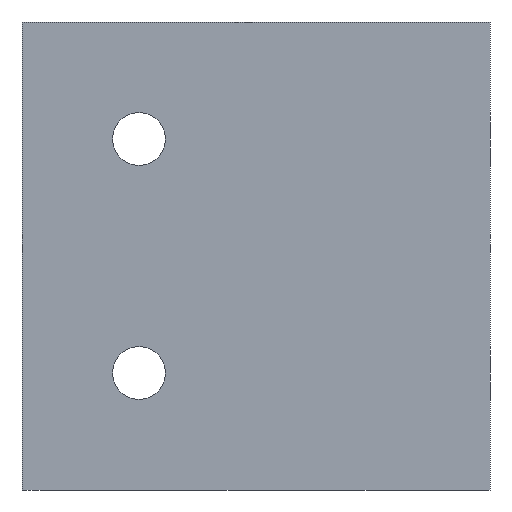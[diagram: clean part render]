
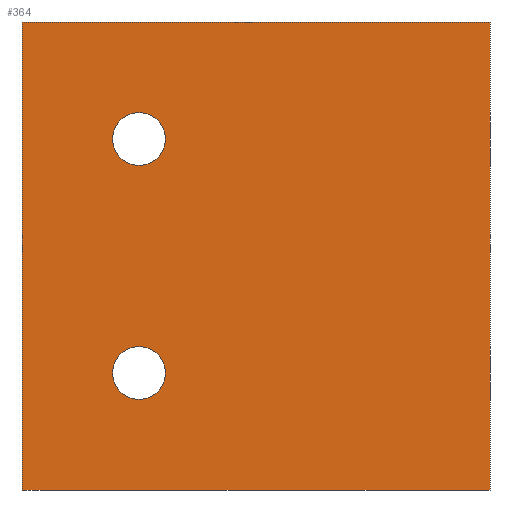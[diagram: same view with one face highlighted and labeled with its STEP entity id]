
A CAD part, left-side view. The second image highlights one B-rep face of the part: STEP entity #364.
In plain terms, the highlighted planar face has unit normal (-1, 0, 0).
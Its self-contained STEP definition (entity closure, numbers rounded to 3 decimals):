
#17=LINE('',#586,#38);
#21=LINE('',#601,#42);
#22=LINE('',#602,#43);
#23=LINE('',#603,#44);
#38=VECTOR('',#483,80.);
#42=VECTOR('',#495,80.);
#43=VECTOR('',#496,80.);
#44=VECTOR('',#497,80.);
#80=FACE_BOUND('',#137,.T.);
#81=FACE_BOUND('',#138,.T.);
#101=FACE_OUTER_BOUND('',#136,.T.);
#136=EDGE_LOOP('',(#286,#287,#288,#289));
#137=EDGE_LOOP('',(#290));
#138=EDGE_LOOP('',(#291));
#165=CIRCLE('',#396,4.5);
#169=CIRCLE('',#403,4.5);
#187=VERTEX_POINT('',#566);
#191=VERTEX_POINT('',#577);
#194=VERTEX_POINT('',#583);
#195=VERTEX_POINT('',#585);
#201=VERTEX_POINT('',#599);
#202=VERTEX_POINT('',#600);
#221=EDGE_CURVE('',#187,#187,#165,.T.);
#225=EDGE_CURVE('',#191,#191,#169,.T.);
#228=EDGE_CURVE('',#195,#194,#17,.T.);
#235=EDGE_CURVE('',#201,#202,#21,.T.);
#236=EDGE_CURVE('',#195,#202,#22,.T.);
#237=EDGE_CURVE('',#201,#194,#23,.T.);
#286=ORIENTED_EDGE('',*,*,#235,.T.);
#287=ORIENTED_EDGE('',*,*,#236,.F.);
#288=ORIENTED_EDGE('',*,*,#228,.T.);
#289=ORIENTED_EDGE('',*,*,#237,.F.);
#290=ORIENTED_EDGE('',*,*,#221,.T.);
#291=ORIENTED_EDGE('',*,*,#225,.T.);
#344=PLANE('',#408);
#364=ADVANCED_FACE('',(#101,#80,#81),#344,.T.);
#396=AXIS2_PLACEMENT_3D('',#567,#463,#464);
#403=AXIS2_PLACEMENT_3D('',#578,#477,#478);
#408=AXIS2_PLACEMENT_3D('',#598,#493,#494);
#463=DIRECTION('center_axis',(1.,0.,0.));
#464=DIRECTION('ref_axis',(0.,0.,-1.));
#477=DIRECTION('center_axis',(1.,0.,0.));
#478=DIRECTION('ref_axis',(0.,0.,-1.));
#483=DIRECTION('',(0.,-1.,0.));
#493=DIRECTION('center_axis',(-1.,0.,0.));
#494=DIRECTION('ref_axis',(0.,0.,1.));
#495=DIRECTION('',(0.,1.,0.));
#496=DIRECTION('',(0.,0.,1.));
#497=DIRECTION('',(0.,0.,-1.));
#566=CARTESIAN_POINT('',(0.,60.,24.5));
#567=CARTESIAN_POINT('Origin',(0.,60.,20.));
#577=CARTESIAN_POINT('',(0.,60.,-15.5));
#578=CARTESIAN_POINT('Origin',(0.,60.,-20.));
#583=CARTESIAN_POINT('',(0.,0.,-40.));
#585=CARTESIAN_POINT('',(0.,80.,-40.));
#586=CARTESIAN_POINT('',(0.,80.,-40.));
#598=CARTESIAN_POINT('Origin',(0.,0.,0.));
#599=CARTESIAN_POINT('',(0.,0.,40.));
#600=CARTESIAN_POINT('',(0.,80.,40.));
#601=CARTESIAN_POINT('',(0.,80.,40.));
#602=CARTESIAN_POINT('',(0.,80.,0.));
#603=CARTESIAN_POINT('',(0.,0.,0.));
